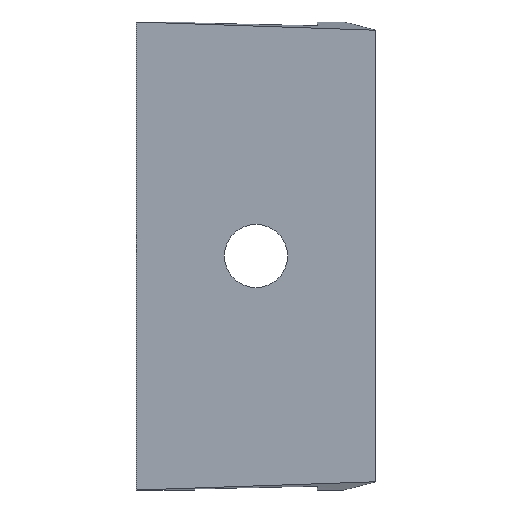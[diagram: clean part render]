
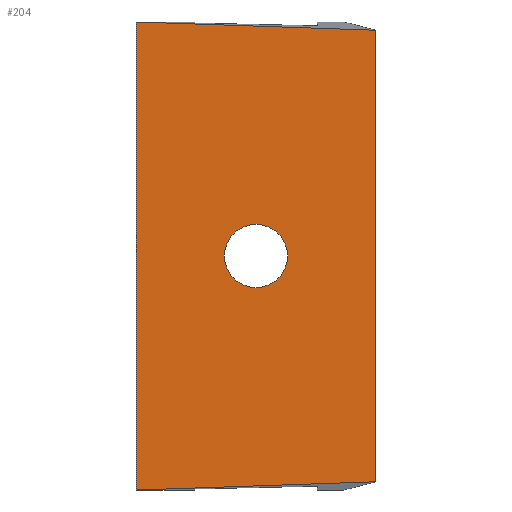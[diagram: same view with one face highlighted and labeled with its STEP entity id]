
A CAD part, front view. The second image highlights one B-rep face of the part: STEP entity #204.
In plain terms, the highlighted planar face has unit normal (0, -1, 0).
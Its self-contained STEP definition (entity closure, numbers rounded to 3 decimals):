
#18=FACE_BOUND('',#53,.T.);
#30=PLANE('',#230);
#40=FACE_OUTER_BOUND('',#52,.T.);
#52=EDGE_LOOP('',(#175,#176,#177,#178));
#53=EDGE_LOOP('',(#179));
#64=LINE('',#343,#83);
#71=LINE('',#357,#90);
#72=LINE('',#359,#91);
#73=LINE('',#360,#92);
#83=VECTOR('',#254,10.);
#90=VECTOR('',#267,10.);
#91=VECTOR('',#268,10.);
#92=VECTOR('',#269,10.);
#96=CIRCLE('',#224,1.25);
#98=VERTEX_POINT('',#280);
#108=VERTEX_POINT('',#340);
#109=VERTEX_POINT('',#342);
#113=VERTEX_POINT('',#356);
#114=VERTEX_POINT('',#358);
#117=EDGE_CURVE('',#98,#98,#96,.T.);
#130=EDGE_CURVE('',#108,#109,#64,.T.);
#137=EDGE_CURVE('',#113,#108,#71,.T.);
#138=EDGE_CURVE('',#114,#113,#72,.T.);
#139=EDGE_CURVE('',#109,#114,#73,.T.);
#175=ORIENTED_EDGE('',*,*,#137,.F.);
#176=ORIENTED_EDGE('',*,*,#138,.F.);
#177=ORIENTED_EDGE('',*,*,#139,.F.);
#178=ORIENTED_EDGE('',*,*,#130,.F.);
#179=ORIENTED_EDGE('',*,*,#117,.T.);
#204=ADVANCED_FACE('',(#40,#18),#30,.F.);
#224=AXIS2_PLACEMENT_3D('',#282,#240,#241);
#230=AXIS2_PLACEMENT_3D('',#355,#265,#266);
#240=DIRECTION('center_axis',(0.,1.,0.));
#241=DIRECTION('ref_axis',(-1.,0.,0.));
#254=DIRECTION('',(0.999,0.,-0.034));
#265=DIRECTION('center_axis',(0.,1.,0.));
#266=DIRECTION('ref_axis',(0.,0.,1.));
#267=DIRECTION('',(0.,0.,1.));
#268=DIRECTION('',(-0.999,0.,-0.034));
#269=DIRECTION('',(0.,0.,-1.));
#280=CARTESIAN_POINT('',(1.25,0.,0.));
#282=CARTESIAN_POINT('Origin',(0.,0.,0.));
#340=CARTESIAN_POINT('',(-4.725,0.,9.25));
#342=CARTESIAN_POINT('',(4.725,0.,8.925));
#343=CARTESIAN_POINT('',(4.725,0.,8.925));
#355=CARTESIAN_POINT('Origin',(-0.056,0.,0.));
#356=CARTESIAN_POINT('',(-4.725,0.,-9.25));
#357=CARTESIAN_POINT('',(-4.725,0.,-9.25));
#358=CARTESIAN_POINT('',(4.725,0.,-8.925));
#359=CARTESIAN_POINT('',(-4.725,0.,-9.25));
#360=CARTESIAN_POINT('',(4.725,0.,9.25));
